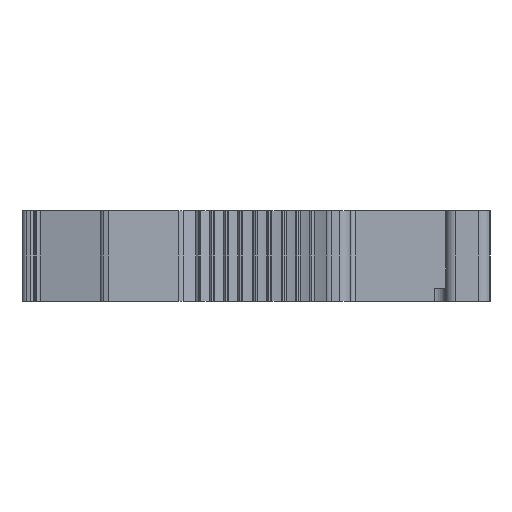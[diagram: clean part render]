
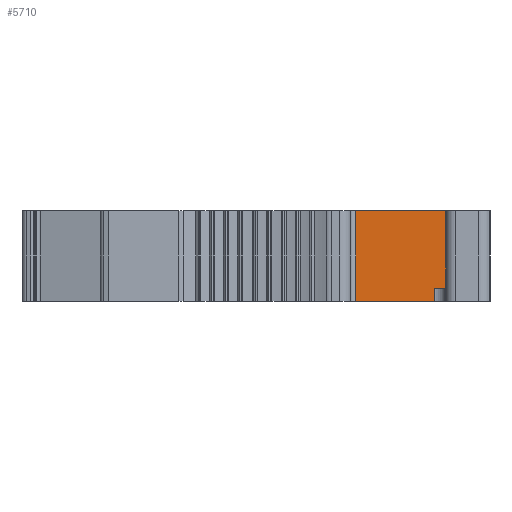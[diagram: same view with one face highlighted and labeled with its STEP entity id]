
A CAD part, left-side view. The second image highlights one B-rep face of the part: STEP entity #5710.
In plain terms, the highlighted planar face has unit normal (-1, 0, 0).
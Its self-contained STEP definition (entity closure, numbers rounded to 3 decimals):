
#880=DIRECTION('',(0.,1.,0.));
#881=VECTOR('',#880,10.2);
#882=CARTESIAN_POINT('',(-150.943,19.3,8.2));
#883=LINE('',#882,#881);
#1841=DIRECTION('',(0.,0.,1.));
#1842=VECTOR('',#1841,7.);
#1843=CARTESIAN_POINT('',(-150.943,19.3,1.2));
#1844=LINE('',#1843,#1842);
#1882=DIRECTION('',(0.,-1.,0.));
#1883=VECTOR('',#1882,3.1);
#1884=CARTESIAN_POINT('',(-150.943,22.4,1.2));
#1885=LINE('',#1884,#1883);
#1922=DIRECTION('',(0.,0.,1.));
#1923=VECTOR('',#1922,1.2);
#1924=CARTESIAN_POINT('',(-150.943,22.4,0.));
#1925=LINE('',#1924,#1923);
#1926=DIRECTION('',(0.,1.,0.));
#1927=VECTOR('',#1926,7.1);
#1928=CARTESIAN_POINT('',(-150.943,22.4,0.));
#1929=LINE('',#1928,#1927);
#1934=DIRECTION('',(0.,0.,-1.));
#1935=VECTOR('',#1934,8.2);
#1936=CARTESIAN_POINT('',(-150.943,29.5,8.2));
#1937=LINE('',#1936,#1935);
#3756=CARTESIAN_POINT('',(-150.943,29.5,0.));
#3757=VERTEX_POINT('',#3756);
#3758=CARTESIAN_POINT('',(-150.943,22.4,0.));
#3759=VERTEX_POINT('',#3758);
#3985=CARTESIAN_POINT('',(-150.943,19.3,8.2));
#3987=VERTEX_POINT('',#3985);
#3988=CARTESIAN_POINT('',(-150.943,29.5,8.2));
#3989=VERTEX_POINT('',#3988);
#4398=CARTESIAN_POINT('',(-150.943,19.3,1.2));
#4399=VERTEX_POINT('',#4398);
#4412=CARTESIAN_POINT('',(-150.943,22.4,1.2));
#4413=VERTEX_POINT('',#4412);
#5696=CARTESIAN_POINT('',(-150.943,29.5,0.));
#5697=DIRECTION('',(-1.,0.,0.));
#5698=DIRECTION('',(0.,-1.,0.));
#5699=AXIS2_PLACEMENT_3D('',#5696,#5697,#5698);
#5700=PLANE('',#5699);
#5701=ORIENTED_EDGE('',*,*,#5130,.F.);
#5702=ORIENTED_EDGE('',*,*,#5583,.F.);
#5703=ORIENTED_EDGE('',*,*,#5671,.F.);
#5704=ORIENTED_EDGE('',*,*,#5691,.F.);
#5705=ORIENTED_EDGE('',*,*,#4881,.T.);
#5707=ORIENTED_EDGE('',*,*,#5706,.F.);
#5708=EDGE_LOOP('',(#5701,#5702,#5703,#5704,#5705,#5707));
#5709=FACE_OUTER_BOUND('',#5708,.F.);
#4881=EDGE_CURVE('',#3759,#3757,#1929,.T.);
#5130=EDGE_CURVE('',#3987,#3989,#883,.T.);
#5583=EDGE_CURVE('',#4399,#3987,#1844,.T.);
#5671=EDGE_CURVE('',#4413,#4399,#1885,.T.);
#5691=EDGE_CURVE('',#3759,#4413,#1925,.T.);
#5706=EDGE_CURVE('',#3989,#3757,#1937,.T.);
#5710=ADVANCED_FACE('',(#5709),#5700,.T.);
